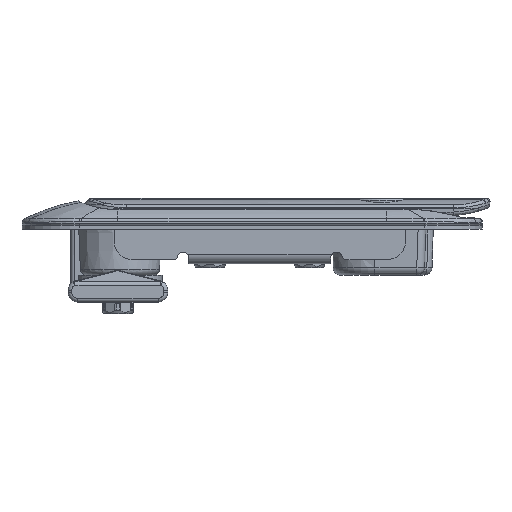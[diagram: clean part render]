
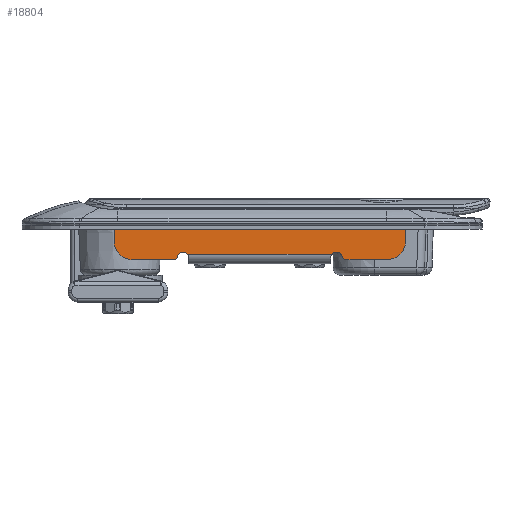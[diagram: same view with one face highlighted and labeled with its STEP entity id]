
A CAD part, left-side view. The second image highlights one B-rep face of the part: STEP entity #18804.
In plain terms, the highlighted face is planar.
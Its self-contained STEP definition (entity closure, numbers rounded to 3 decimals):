
#1195=PLANE('',#20699);
#2267=LINE('',#57457,#3431);
#2271=LINE('',#57466,#3435);
#2272=LINE('',#57472,#3436);
#2273=LINE('',#57476,#3437);
#2274=LINE('',#57481,#3438);
#2275=LINE('',#57485,#3439);
#3431=VECTOR('',#25488,75.);
#3435=VECTOR('',#25494,37.764);
#3436=VECTOR('',#25499,10.551);
#3437=VECTOR('',#25502,2.5);
#3438=VECTOR('',#25507,2.5);
#3439=VECTOR('',#25510,10.551);
#4787=FACE_OUTER_BOUND('',#5972,.T.);
#5972=EDGE_LOOP('',(#17225,#17226,#17227,#17228,#17229,#17230,#17231,#17232,
#17233,#17234,#17235,#17236,#17237,#17238));
#6937=CIRCLE('',#20700,1.5);
#6938=CIRCLE('',#20701,1.);
#6939=CIRCLE('',#20702,5.);
#6940=CIRCLE('',#20703,0.5);
#6941=CIRCLE('',#20704,0.5);
#6942=CIRCLE('',#20705,5.);
#6943=CIRCLE('',#20706,1.);
#6944=CIRCLE('',#20707,1.5);
#9191=VERTEX_POINT('',#57455);
#9192=VERTEX_POINT('',#57456);
#9195=VERTEX_POINT('',#57464);
#9196=VERTEX_POINT('',#57465);
#9197=VERTEX_POINT('',#57467);
#9198=VERTEX_POINT('',#57469);
#9199=VERTEX_POINT('',#57471);
#9200=VERTEX_POINT('',#57473);
#9201=VERTEX_POINT('',#57475);
#9202=VERTEX_POINT('',#57478);
#9203=VERTEX_POINT('',#57480);
#9204=VERTEX_POINT('',#57482);
#9205=VERTEX_POINT('',#57484);
#9206=VERTEX_POINT('',#57486);
#11898=EDGE_CURVE('',#9191,#9192,#2267,.T.);
#11902=EDGE_CURVE('',#9195,#9196,#2271,.T.);
#11903=EDGE_CURVE('',#9195,#9197,#6937,.T.);
#11904=EDGE_CURVE('',#9198,#9197,#6938,.T.);
#11905=EDGE_CURVE('',#9199,#9198,#2272,.T.);
#11906=EDGE_CURVE('',#9200,#9199,#6939,.T.);
#11907=EDGE_CURVE('',#9201,#9200,#2273,.T.);
#11908=EDGE_CURVE('',#9192,#9201,#6940,.T.);
#11909=EDGE_CURVE('',#9202,#9191,#6941,.T.);
#11910=EDGE_CURVE('',#9202,#9203,#2274,.T.);
#11911=EDGE_CURVE('',#9204,#9203,#6942,.T.);
#11912=EDGE_CURVE('',#9204,#9205,#2275,.T.);
#11913=EDGE_CURVE('',#9206,#9205,#6943,.T.);
#11914=EDGE_CURVE('',#9206,#9196,#6944,.T.);
#17225=ORIENTED_EDGE('',*,*,#11902,.F.);
#17226=ORIENTED_EDGE('',*,*,#11903,.T.);
#17227=ORIENTED_EDGE('',*,*,#11904,.F.);
#17228=ORIENTED_EDGE('',*,*,#11905,.F.);
#17229=ORIENTED_EDGE('',*,*,#11906,.F.);
#17230=ORIENTED_EDGE('',*,*,#11907,.F.);
#17231=ORIENTED_EDGE('',*,*,#11908,.F.);
#17232=ORIENTED_EDGE('',*,*,#11898,.F.);
#17233=ORIENTED_EDGE('',*,*,#11909,.F.);
#17234=ORIENTED_EDGE('',*,*,#11910,.T.);
#17235=ORIENTED_EDGE('',*,*,#11911,.F.);
#17236=ORIENTED_EDGE('',*,*,#11912,.T.);
#17237=ORIENTED_EDGE('',*,*,#11913,.F.);
#17238=ORIENTED_EDGE('',*,*,#11914,.T.);
#18804=ADVANCED_FACE('',(#4787),#1195,.T.);
#20699=AXIS2_PLACEMENT_3D('',#57463,#25492,#25493);
#20700=AXIS2_PLACEMENT_3D('',#57468,#25495,#25496);
#20701=AXIS2_PLACEMENT_3D('',#57470,#25497,#25498);
#20702=AXIS2_PLACEMENT_3D('',#57474,#25500,#25501);
#20703=AXIS2_PLACEMENT_3D('',#57477,#25503,#25504);
#20704=AXIS2_PLACEMENT_3D('',#57479,#25505,#25506);
#20705=AXIS2_PLACEMENT_3D('',#57483,#25508,#25509);
#20706=AXIS2_PLACEMENT_3D('',#57487,#25511,#25512);
#20707=AXIS2_PLACEMENT_3D('',#57488,#25513,#25514);
#25488=DIRECTION('',(-1.,0.,0.));
#25492=DIRECTION('center_axis',(0.,0.,-1.));
#25493=DIRECTION('ref_axis',(0.,-1.,0.));
#25494=DIRECTION('',(1.,0.,0.));
#25495=DIRECTION('center_axis',(0.,0.,1.));
#25496=DIRECTION('ref_axis',(1.,0.,0.));
#25497=DIRECTION('center_axis',(0.,0.,1.));
#25498=DIRECTION('ref_axis',(0.632,-0.775,0.));
#25499=DIRECTION('',(1.,0.,0.));
#25500=DIRECTION('center_axis',(0.,0.,1.));
#25501=DIRECTION('ref_axis',(-0.707,-0.707,0.));
#25502=DIRECTION('',(0.,-1.,0.));
#25503=DIRECTION('center_axis',(0.,0.,1.));
#25504=DIRECTION('ref_axis',(-0.707,0.707,0.));
#25505=DIRECTION('center_axis',(0.,0.,1.));
#25506=DIRECTION('ref_axis',(0.707,0.707,0.));
#25507=DIRECTION('',(0.,-1.,0.));
#25508=DIRECTION('center_axis',(0.,0.,1.));
#25509=DIRECTION('ref_axis',(0.707,-0.707,0.));
#25510=DIRECTION('',(-1.,0.,0.));
#25511=DIRECTION('center_axis',(0.,0.,1.));
#25512=DIRECTION('ref_axis',(-0.632,-0.775,0.));
#25513=DIRECTION('center_axis',(0.,0.,1.));
#25514=DIRECTION('ref_axis',(1.,0.,0.));
#57455=CARTESIAN_POINT('',(37.,-0.5,-14.));
#57456=CARTESIAN_POINT('',(-38.,-0.5,-14.));
#57457=CARTESIAN_POINT('',(26.5,-0.5,-14.));
#57463=CARTESIAN_POINT('Origin',(27.,-0.5,-14.));
#57464=CARTESIAN_POINT('',(-19.382,-7.,-14.));
#57465=CARTESIAN_POINT('',(18.382,-7.,-14.));
#57466=CARTESIAN_POINT('',(-10.382,-7.,-14.));
#57467=CARTESIAN_POINT('',(-21.97,-7.7,-14.));
#57468=CARTESIAN_POINT('Origin',(-20.5,-8.,-14.));
#57469=CARTESIAN_POINT('',(-22.949,-8.5,-14.));
#57470=CARTESIAN_POINT('Origin',(-22.949,-7.5,-14.));
#57471=CARTESIAN_POINT('',(-33.5,-8.5,-14.));
#57472=CARTESIAN_POINT('',(-23.,-8.5,-14.));
#57473=CARTESIAN_POINT('',(-38.5,-3.5,-14.));
#57474=CARTESIAN_POINT('Origin',(-33.5,-3.5,-14.));
#57475=CARTESIAN_POINT('',(-38.5,-1.,-14.));
#57476=CARTESIAN_POINT('',(-38.5,-0.5,-14.));
#57477=CARTESIAN_POINT('Origin',(-38.,-1.,-14.));
#57478=CARTESIAN_POINT('',(37.5,-1.,-14.));
#57479=CARTESIAN_POINT('Origin',(37.,-1.,-14.));
#57480=CARTESIAN_POINT('',(37.5,-3.5,-14.));
#57481=CARTESIAN_POINT('',(37.5,-0.5,-14.));
#57482=CARTESIAN_POINT('',(32.5,-8.5,-14.));
#57483=CARTESIAN_POINT('Origin',(32.5,-3.5,-14.));
#57484=CARTESIAN_POINT('',(21.949,-8.5,-14.));
#57485=CARTESIAN_POINT('',(22.,-8.5,-14.));
#57486=CARTESIAN_POINT('',(20.97,-7.7,-14.));
#57487=CARTESIAN_POINT('Origin',(21.949,-7.5,-14.));
#57488=CARTESIAN_POINT('Origin',(19.5,-8.,-14.));
